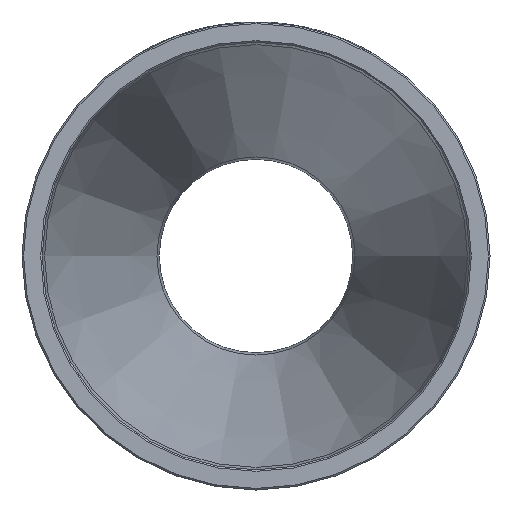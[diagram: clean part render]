
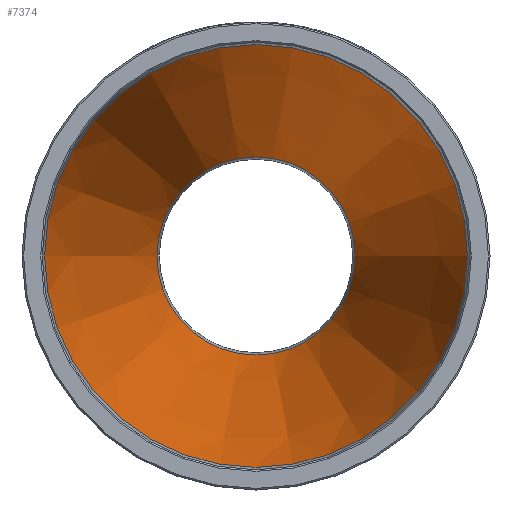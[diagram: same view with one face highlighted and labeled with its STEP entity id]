
A CAD part, left-side view. The second image highlights one B-rep face of the part: STEP entity #7374.
In plain terms, the highlighted conical face has half-angle 14.036 degrees and reference radius 12.636 mm.
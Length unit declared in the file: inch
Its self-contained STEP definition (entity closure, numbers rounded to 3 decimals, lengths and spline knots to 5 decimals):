
#13=CONICAL_SURFACE('',#7785,0.4975,14.036);
#100=FACE_BOUND('',#1325,.T.);
#870=FACE_OUTER_BOUND('',#1324,.T.);
#1324=EDGE_LOOP('',(#6895));
#1325=EDGE_LOOP('',(#6896));
#1498=CIRCLE('',#7784,0.67754);
#1499=CIRCLE('',#7786,0.31746);
#3622=VERTEX_POINT('',#16527);
#3623=VERTEX_POINT('',#16530);
#4715=EDGE_CURVE('',#3622,#3622,#1498,.T.);
#4716=EDGE_CURVE('',#3623,#3623,#1499,.T.);
#6895=ORIENTED_EDGE('',*,*,#4716,.F.);
#6896=ORIENTED_EDGE('',*,*,#4715,.F.);
#7374=ADVANCED_FACE('',(#870,#100),#13,.F.);
#7784=AXIS2_PLACEMENT_3D('',#16528,#9096,#9097);
#7785=AXIS2_PLACEMENT_3D('',#16529,#9098,#9099);
#7786=AXIS2_PLACEMENT_3D('',#16531,#9100,#9101);
#9096=DIRECTION('center_axis',(1.,0.,0.));
#9097=DIRECTION('ref_axis',(0.,-1.,0.));
#9098=DIRECTION('center_axis',(-1.,0.,0.));
#9099=DIRECTION('ref_axis',(0.,1.,0.));
#9100=DIRECTION('center_axis',(-1.,0.,0.));
#9101=DIRECTION('ref_axis',(0.,-1.,0.));
#16527=CARTESIAN_POINT('',(0.40486,0.67754,0.));
#16528=CARTESIAN_POINT('Origin',(0.40486,0.,0.));
#16529=CARTESIAN_POINT('Origin',(1.125,0.,0.));
#16530=CARTESIAN_POINT('',(1.84514,0.31746,0.));
#16531=CARTESIAN_POINT('Origin',(1.84514,0.,0.));
